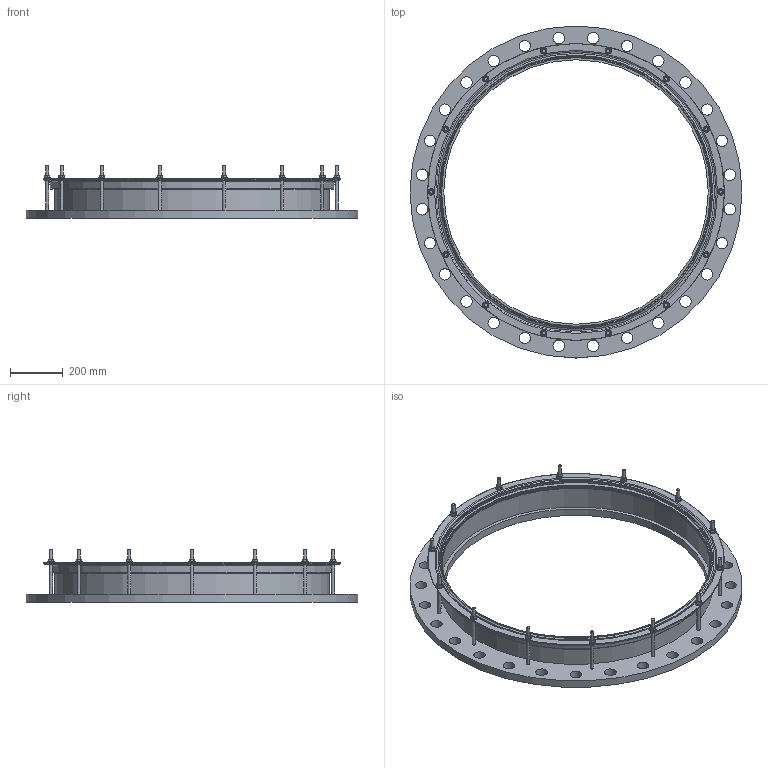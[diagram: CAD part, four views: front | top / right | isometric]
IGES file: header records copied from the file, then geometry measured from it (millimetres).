
Start section: SolidWorks IGES file using analytic representation for surfaces
Global section: file name: O_260_30_DN1000_iges.IGS; native system: SolidWorks 2012; preprocessor: SolidWorks 2012; author: anwu; date: 150615.135226; units: millimetre
Bounding box: 1255 x 1255 x 198 mm (x, y, z)
Surface area: 2406585.7 mm2 (no closed solid volume)
Topology: 0 solids, 0 shells, 259 faces, 1826 edges, 1977 vertices
Faces by surface type: bspline 138, revolution 121
